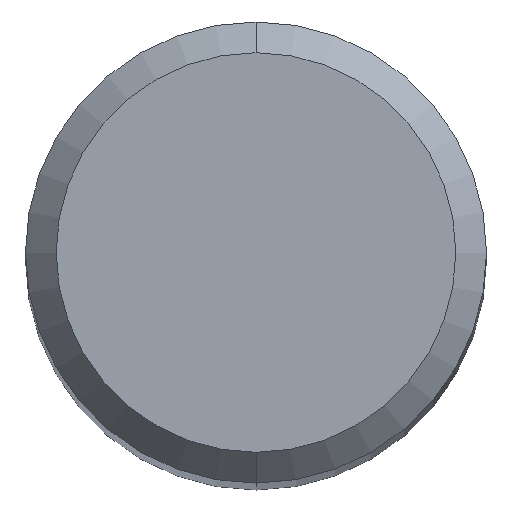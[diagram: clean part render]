
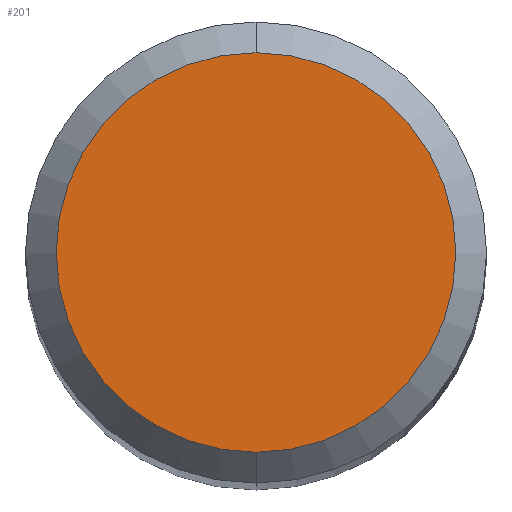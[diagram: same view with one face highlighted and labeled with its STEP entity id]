
A CAD part, top view. The second image highlights one B-rep face of the part: STEP entity #201.
In plain terms, the highlighted planar face has unit normal (0, 0, 1).
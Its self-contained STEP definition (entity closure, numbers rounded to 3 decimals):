
#201=ADVANCED_FACE('',(#510),#511,.T.);
#225=VERTEX_POINT('',#537);
#321=EDGE_CURVE('',#429,#225,#642,.T.);
#429=VERTEX_POINT('',#763);
#453=EDGE_CURVE('',#225,#429,#790,.T.);
#510=FACE_OUTER_BOUND('',#883,.T.);
#511=PLANE('',#884);
#537=CARTESIAN_POINT('',(0.0,2.6,0.0));
#642=CIRCLE('',#1149,2.6);
#763=CARTESIAN_POINT('',(0.,-2.6,0.0));
#790=CIRCLE('',#1392,2.6);
#883=EDGE_LOOP('',(#1473,#1474));
#884=AXIS2_PLACEMENT_3D('',#1475,#1476,#1477);
#1149=AXIS2_PLACEMENT_3D('',#1620,#1621,#1622);
#1392=AXIS2_PLACEMENT_3D('',#1800,#1801,#1802);
#1473=ORIENTED_EDGE('',*,*,#453,.F.);
#1474=ORIENTED_EDGE('',*,*,#321,.F.);
#1475=CARTESIAN_POINT('',(0.0,1.3,0.0));
#1476=DIRECTION('',(-0.0,0.0,1.0));
#1477=DIRECTION('',(0.0,-1.0,0.0));
#1620=CARTESIAN_POINT('',(0.0,0.0,0.0));
#1621=DIRECTION('',(0.0,0.0,-1.0));
#1622=DIRECTION('',(0.0,1.0,0.0));
#1800=CARTESIAN_POINT('',(0.0,0.0,0.0));
#1801=DIRECTION('',(0.0,0.0,-1.0));
#1802=DIRECTION('',(0.0,1.0,0.0));
